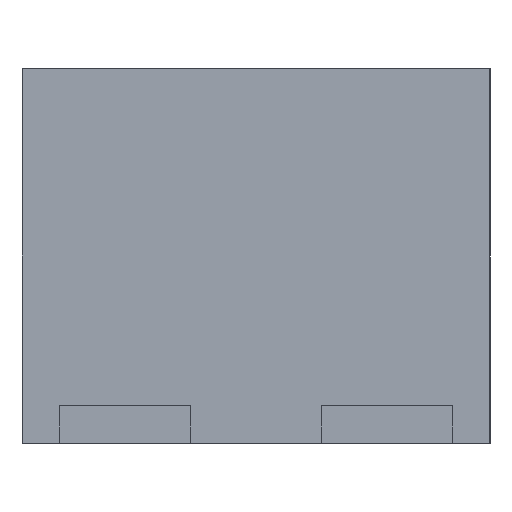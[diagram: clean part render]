
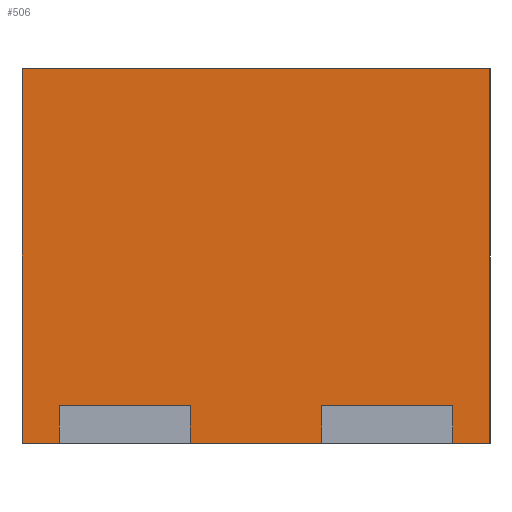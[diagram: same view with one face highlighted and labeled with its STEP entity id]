
A CAD part, left-side view. The second image highlights one B-rep face of the part: STEP entity #506.
In plain terms, the highlighted planar face has unit normal (-1, 0, 0).
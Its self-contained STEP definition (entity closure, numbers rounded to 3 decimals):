
#21=DIRECTION('',(0.,-1.,0.));
#22=VECTOR('',#21,0.1);
#23=CARTESIAN_POINT('',(-1.,0.625,0.));
#24=LINE('',#23,#22);
#37=DIRECTION('',(0.,-1.,0.));
#38=VECTOR('',#37,0.35);
#39=CARTESIAN_POINT('',(-1.,0.175,0.));
#40=LINE('',#39,#38);
#53=DIRECTION('',(0.,-1.,0.));
#54=VECTOR('',#53,0.1);
#55=CARTESIAN_POINT('',(-1.,-0.525,0.));
#56=LINE('',#55,#54);
#145=DIRECTION('',(0.,0.,-1.));
#146=VECTOR('',#145,0.1);
#147=CARTESIAN_POINT('',(-1.,-0.175,0.1));
#148=LINE('',#147,#146);
#149=DIRECTION('',(0.,0.,1.));
#150=VECTOR('',#149,0.1);
#151=CARTESIAN_POINT('',(-1.,0.175,0.));
#152=LINE('',#151,#150);
#153=DIRECTION('',(0.,0.,-1.));
#154=VECTOR('',#153,0.1);
#155=CARTESIAN_POINT('',(-1.,0.525,0.1));
#156=LINE('',#155,#154);
#157=DIRECTION('',(0.,0.,1.));
#158=VECTOR('',#157,1.);
#159=CARTESIAN_POINT('',(-1.,0.625,0.));
#160=LINE('',#159,#158);
#161=DIRECTION('',(0.,-1.,0.));
#162=VECTOR('',#161,1.25);
#163=CARTESIAN_POINT('',(-1.,0.625,1.));
#164=LINE('',#163,#162);
#165=DIRECTION('',(0.,0.,-1.));
#166=VECTOR('',#165,1.);
#167=CARTESIAN_POINT('',(-1.,-0.625,1.));
#168=LINE('',#167,#166);
#169=DIRECTION('',(0.,0.,1.));
#170=VECTOR('',#169,0.1);
#171=CARTESIAN_POINT('',(-1.,-0.525,0.));
#172=LINE('',#171,#170);
#173=DIRECTION('',(0.,-1.,0.));
#174=VECTOR('',#173,0.35);
#175=CARTESIAN_POINT('',(-1.,-0.175,0.1));
#176=LINE('',#175,#174);
#205=DIRECTION('',(0.,-1.,0.));
#206=VECTOR('',#205,0.35);
#207=CARTESIAN_POINT('',(-1.,0.525,0.1));
#208=LINE('',#207,#206);
#251=CARTESIAN_POINT('',(-1.,0.625,0.));
#252=VERTEX_POINT('',#251);
#253=CARTESIAN_POINT('',(-1.,0.525,0.));
#254=VERTEX_POINT('',#253);
#259=CARTESIAN_POINT('',(-1.,0.175,0.));
#260=VERTEX_POINT('',#259);
#261=CARTESIAN_POINT('',(-1.,-0.175,0.));
#262=VERTEX_POINT('',#261);
#267=CARTESIAN_POINT('',(-1.,-0.525,0.));
#268=VERTEX_POINT('',#267);
#269=CARTESIAN_POINT('',(-1.,-0.625,0.));
#270=VERTEX_POINT('',#269);
#295=CARTESIAN_POINT('',(-1.,0.525,0.1));
#296=CARTESIAN_POINT('',(-1.,0.175,0.1));
#297=VERTEX_POINT('',#295);
#298=VERTEX_POINT('',#296);
#309=CARTESIAN_POINT('',(-1.,-0.175,0.1));
#310=CARTESIAN_POINT('',(-1.,-0.525,0.1));
#311=VERTEX_POINT('',#309);
#312=VERTEX_POINT('',#310);
#317=CARTESIAN_POINT('',(-1.,0.625,1.));
#318=VERTEX_POINT('',#317);
#319=CARTESIAN_POINT('',(-1.,-0.625,1.));
#320=VERTEX_POINT('',#319);
#479=CARTESIAN_POINT('',(-1.,0.,0.5));
#480=DIRECTION('',(1.,0.,0.));
#481=DIRECTION('',(0.,-1.,0.));
#482=AXIS2_PLACEMENT_3D('',#479,#480,#481);
#483=PLANE('',#482);
#485=ORIENTED_EDGE('',*,*,#484,.F.);
#487=ORIENTED_EDGE('',*,*,#486,.T.);
#488=ORIENTED_EDGE('',*,*,#344,.F.);
#490=ORIENTED_EDGE('',*,*,#489,.T.);
#492=ORIENTED_EDGE('',*,*,#491,.F.);
#494=ORIENTED_EDGE('',*,*,#493,.T.);
#495=ORIENTED_EDGE('',*,*,#336,.F.);
#497=ORIENTED_EDGE('',*,*,#496,.T.);
#499=ORIENTED_EDGE('',*,*,#498,.T.);
#500=ORIENTED_EDGE('',*,*,#471,.T.);
#501=ORIENTED_EDGE('',*,*,#352,.F.);
#503=ORIENTED_EDGE('',*,*,#502,.T.);
#504=EDGE_LOOP('',(#485,#487,#488,#490,#492,#494,#495,#497,#499,#500,#501,
#503));
#505=FACE_OUTER_BOUND('',#504,.F.);
#336=EDGE_CURVE('',#252,#254,#24,.T.);
#344=EDGE_CURVE('',#260,#262,#40,.T.);
#352=EDGE_CURVE('',#268,#270,#56,.T.);
#471=EDGE_CURVE('',#320,#270,#168,.T.);
#484=EDGE_CURVE('',#311,#312,#176,.T.);
#486=EDGE_CURVE('',#311,#262,#148,.T.);
#489=EDGE_CURVE('',#260,#298,#152,.T.);
#491=EDGE_CURVE('',#297,#298,#208,.T.);
#493=EDGE_CURVE('',#297,#254,#156,.T.);
#496=EDGE_CURVE('',#252,#318,#160,.T.);
#498=EDGE_CURVE('',#318,#320,#164,.T.);
#502=EDGE_CURVE('',#268,#312,#172,.T.);
#506=ADVANCED_FACE('',(#505),#483,.F.);
